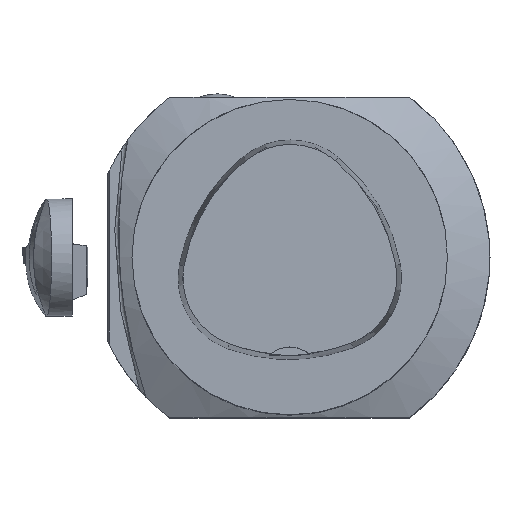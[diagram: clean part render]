
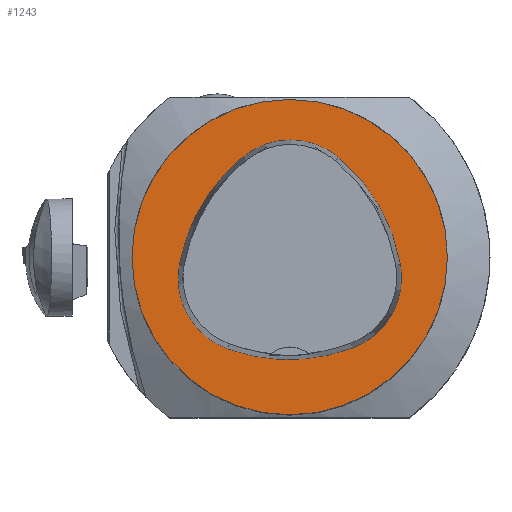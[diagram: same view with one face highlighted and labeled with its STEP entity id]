
A CAD part, top view. The second image highlights one B-rep face of the part: STEP entity #1243.
In plain terms, the highlighted planar face has unit normal (0, 0, 1).
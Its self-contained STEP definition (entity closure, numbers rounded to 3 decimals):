
#890=PLANE('',#7584);
#1243=ADVANCED_FACE('',(#2813,#2814),#890,.T.);
#2813=FACE_BOUND('',#3190,.T.);
#2814=FACE_BOUND('',#3191,.T.);
#3190=EDGE_LOOP('',(#4950,#4951,#4952,#4953,#4954,#4955));
#3191=EDGE_LOOP('',(#4956));
#4950=ORIENTED_EDGE('',*,*,#6734,.T.);
#4951=ORIENTED_EDGE('',*,*,#6714,.T.);
#4952=ORIENTED_EDGE('',*,*,#6718,.T.);
#4953=ORIENTED_EDGE('',*,*,#6721,.T.);
#4954=ORIENTED_EDGE('',*,*,#6724,.T.);
#4955=ORIENTED_EDGE('',*,*,#6732,.T.);
#4956=ORIENTED_EDGE('',*,*,#5892,.F.);
#5232=VERTEX_POINT('',#9580);
#5788=VERTEX_POINT('',#11604);
#5789=VERTEX_POINT('',#11605);
#5792=VERTEX_POINT('',#11613);
#5794=VERTEX_POINT('',#11619);
#5796=VERTEX_POINT('',#11625);
#5803=VERTEX_POINT('',#11643);
#5892=EDGE_CURVE('',#5232,#5232,#6858,.T.);
#6714=EDGE_CURVE('',#5788,#5789,#6976,.T.);
#6718=EDGE_CURVE('',#5789,#5792,#6978,.T.);
#6721=EDGE_CURVE('',#5792,#5794,#6980,.T.);
#6724=EDGE_CURVE('',#5794,#5796,#6982,.T.);
#6732=EDGE_CURVE('',#5796,#5803,#6987,.T.);
#6734=EDGE_CURVE('',#5803,#5788,#6989,.T.);
#6858=CIRCLE('',#7129,31.5);
#6976=CIRCLE('',#7561,36.);
#6978=CIRCLE('',#7564,15.);
#6980=CIRCLE('',#7567,36.);
#6982=CIRCLE('',#7570,15.);
#6987=CIRCLE('',#7576,36.);
#6989=CIRCLE('',#7579,15.);
#7129=AXIS2_PLACEMENT_3D('',#9579,#7725,#7726);
#7561=AXIS2_PLACEMENT_3D('',#11603,#9192,#9193);
#7564=AXIS2_PLACEMENT_3D('',#11612,#9200,#9201);
#7567=AXIS2_PLACEMENT_3D('',#11618,#9207,#9208);
#7570=AXIS2_PLACEMENT_3D('',#11624,#9214,#9215);
#7576=AXIS2_PLACEMENT_3D('',#11644,#9228,#9229);
#7579=AXIS2_PLACEMENT_3D('',#11647,#9234,#9235);
#7584=AXIS2_PLACEMENT_3D('',#11652,#9244,#9245);
#7725=DIRECTION('',(0.,0.,-1.));
#7726=DIRECTION('',(-1.,0.,0.));
#9192=DIRECTION('',(0.,0.,-1.));
#9193=DIRECTION('',(-1.,0.,0.));
#9200=DIRECTION('',(0.,0.,-1.));
#9201=DIRECTION('',(-1.,0.,0.));
#9207=DIRECTION('',(0.,0.,-1.));
#9208=DIRECTION('',(-1.,0.,0.));
#9214=DIRECTION('',(0.,0.,-1.));
#9215=DIRECTION('',(-1.,0.,0.));
#9228=DIRECTION('',(0.,0.,-1.));
#9229=DIRECTION('',(-1.,0.,0.));
#9234=DIRECTION('',(0.,0.,-1.));
#9235=DIRECTION('',(-1.,0.,0.));
#9244=DIRECTION('',(0.,0.,1.));
#9245=DIRECTION('',(1.,0.,0.));
#9579=CARTESIAN_POINT('',(0.,0.,0.));
#9580=CARTESIAN_POINT('',(-31.5,0.,0.));
#11603=CARTESIAN_POINT('',(13.398,-7.893,0.));
#11604=CARTESIAN_POINT('',(-22.041,-1.562,0.));
#11605=CARTESIAN_POINT('',(-9.317,20.036,0.));
#11612=CARTESIAN_POINT('',(0.148,8.399,0.));
#11613=CARTESIAN_POINT('',(9.779,19.898,0.));
#11618=CARTESIAN_POINT('',(-13.337,-7.7,0.));
#11619=CARTESIAN_POINT('',(22.122,-1.48,0.));
#11624=CARTESIAN_POINT('',(7.347,-4.071,0.));
#11625=CARTESIAN_POINT('',(12.693,-18.087,0.));
#11643=CARTESIAN_POINT('',(-12.373,-18.307,0.));
#11644=CARTESIAN_POINT('',(-0.137,15.55,0.));
#11647=CARTESIAN_POINT('',(-7.275,-4.2,0.));
#11652=CARTESIAN_POINT('',(0.,0.,0.));
